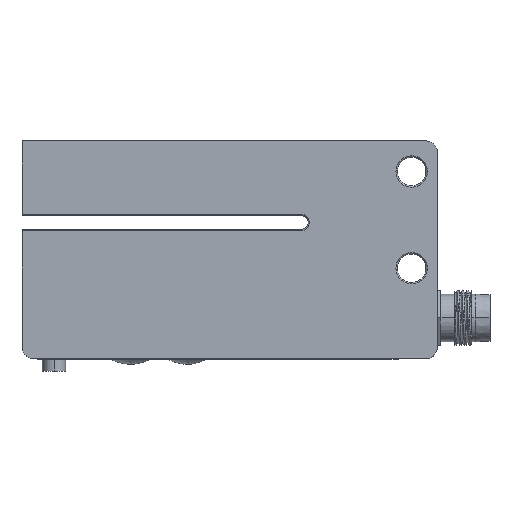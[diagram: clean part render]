
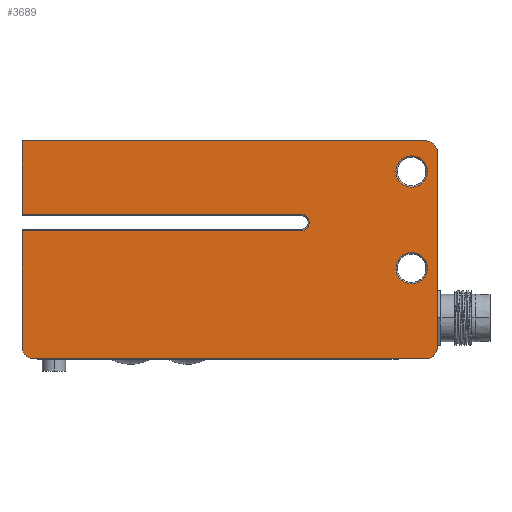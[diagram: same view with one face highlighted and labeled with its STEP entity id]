
A CAD part, top view. The second image highlights one B-rep face of the part: STEP entity #3689.
In plain terms, the highlighted planar face has unit normal (0, 0, 1).
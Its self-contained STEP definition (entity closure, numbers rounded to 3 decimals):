
#1042=CARTESIAN_POINT('',(38.95,23.3,5.));
#1043=DIRECTION('',(0.,0.,-1.));
#1044=DIRECTION('',(0.,1.,0.));
#1045=AXIS2_PLACEMENT_3D('',#1042,#1043,#1044);
#1047=CARTESIAN_POINT('',(38.95,23.3,5.));
#1048=DIRECTION('',(0.,0.,-1.));
#1049=DIRECTION('',(0.,-1.,0.));
#1050=AXIS2_PLACEMENT_3D('',#1047,#1048,#1049);
#1052=CARTESIAN_POINT('',(38.95,37.5,5.));
#1053=DIRECTION('',(0.,0.,-1.));
#1054=DIRECTION('',(0.,1.,0.));
#1055=AXIS2_PLACEMENT_3D('',#1052,#1053,#1054);
#1057=CARTESIAN_POINT('',(38.95,37.5,5.));
#1058=DIRECTION('',(0.,0.,-1.));
#1059=DIRECTION('',(0.,-1.,0.));
#1060=AXIS2_PLACEMENT_3D('',#1057,#1058,#1059);
#1062=CARTESIAN_POINT('',(40.95,40.2,5.));
#1063=DIRECTION('',(0.,0.,1.));
#1064=DIRECTION('',(1.,0.,0.));
#1065=AXIS2_PLACEMENT_3D('',#1062,#1063,#1064);
#1067=DIRECTION('',(0.,1.,0.));
#1068=VECTOR('',#1067,28.4);
#1069=CARTESIAN_POINT('',(42.75,11.8,5.));
#1070=LINE('',#1069,#1068);
#1071=CARTESIAN_POINT('',(40.95,11.8,5.));
#1072=DIRECTION('',(0.,0.,1.));
#1073=DIRECTION('',(0.,-1.,0.));
#1074=AXIS2_PLACEMENT_3D('',#1071,#1072,#1073);
#1076=DIRECTION('',(1.,0.,0.));
#1077=VECTOR('',#1076,57.4);
#1078=CARTESIAN_POINT('',(-16.45,10.,5.));
#1079=LINE('',#1078,#1077);
#1080=CARTESIAN_POINT('',(-16.45,11.8,5.));
#1081=DIRECTION('',(0.,0.,1.));
#1082=DIRECTION('',(-1.,0.,0.));
#1083=AXIS2_PLACEMENT_3D('',#1080,#1081,#1082);
#1085=DIRECTION('',(0.,-1.,0.));
#1086=VECTOR('',#1085,17.);
#1087=CARTESIAN_POINT('',(-18.25,28.8,5.));
#1088=LINE('',#1087,#1086);
#1089=DIRECTION('',(-1.,0.,0.));
#1090=VECTOR('',#1089,41.);
#1091=CARTESIAN_POINT('',(22.75,28.8,5.));
#1092=LINE('',#1091,#1090);
#1093=CARTESIAN_POINT('',(22.75,30.,5.));
#1094=DIRECTION('',(0.,0.,-1.));
#1095=DIRECTION('',(0.,1.,0.));
#1096=AXIS2_PLACEMENT_3D('',#1093,#1094,#1095);
#1098=DIRECTION('',(1.,0.,0.));
#1099=VECTOR('',#1098,41.);
#1100=CARTESIAN_POINT('',(-18.25,31.2,5.));
#1101=LINE('',#1100,#1099);
#1102=DIRECTION('',(0.,-1.,0.));
#1103=VECTOR('',#1102,10.8);
#1104=CARTESIAN_POINT('',(-18.25,42.,5.));
#1105=LINE('',#1104,#1103);
#1106=DIRECTION('',(-1.,0.,0.));
#1107=VECTOR('',#1106,59.2);
#1108=CARTESIAN_POINT('',(40.95,42.,5.));
#1109=LINE('',#1108,#1107);
#1753=CARTESIAN_POINT('',(-18.25,42.,5.));
#1755=VERTEX_POINT('',#1753);
#1772=CARTESIAN_POINT('',(38.95,25.6,5.));
#1773=CARTESIAN_POINT('',(38.95,21.,5.));
#1774=VERTEX_POINT('',#1772);
#1775=VERTEX_POINT('',#1773);
#1780=CARTESIAN_POINT('',(38.95,39.8,5.));
#1781=CARTESIAN_POINT('',(38.95,35.2,5.));
#1782=VERTEX_POINT('',#1780);
#1783=VERTEX_POINT('',#1781);
#1804=CARTESIAN_POINT('',(-18.25,28.8,5.));
#1806=VERTEX_POINT('',#1804);
#1810=CARTESIAN_POINT('',(22.75,28.8,5.));
#1811=VERTEX_POINT('',#1810);
#1812=CARTESIAN_POINT('',(22.75,31.2,5.));
#1813=VERTEX_POINT('',#1812);
#1817=CARTESIAN_POINT('',(-18.25,31.2,5.));
#1819=VERTEX_POINT('',#1817);
#1840=CARTESIAN_POINT('',(42.75,40.2,5.));
#1841=VERTEX_POINT('',#1840);
#1842=CARTESIAN_POINT('',(40.95,42.,5.));
#1843=VERTEX_POINT('',#1842);
#1848=CARTESIAN_POINT('',(40.95,10.,5.));
#1849=VERTEX_POINT('',#1848);
#1850=CARTESIAN_POINT('',(42.75,11.8,5.));
#1851=VERTEX_POINT('',#1850);
#1856=CARTESIAN_POINT('',(-18.25,11.8,5.));
#1857=VERTEX_POINT('',#1856);
#1858=CARTESIAN_POINT('',(-16.45,10.,5.));
#1859=VERTEX_POINT('',#1858);
#3651=CARTESIAN_POINT('',(0.,0.,5.));
#3652=DIRECTION('',(0.,0.,1.));
#3653=DIRECTION('',(0.,1.,0.));
#3654=AXIS2_PLACEMENT_3D('',#3651,#3652,#3653);
#3655=PLANE('',#3654);
#3656=ORIENTED_EDGE('',*,*,#3546,.F.);
#3657=ORIENTED_EDGE('',*,*,#2063,.F.);
#3659=ORIENTED_EDGE('',*,*,#3658,.F.);
#3661=ORIENTED_EDGE('',*,*,#3660,.F.);
#3663=ORIENTED_EDGE('',*,*,#3662,.F.);
#3665=ORIENTED_EDGE('',*,*,#3664,.F.);
#3667=ORIENTED_EDGE('',*,*,#3666,.F.);
#3669=ORIENTED_EDGE('',*,*,#3668,.F.);
#3671=ORIENTED_EDGE('',*,*,#3670,.F.);
#3673=ORIENTED_EDGE('',*,*,#3672,.F.);
#3675=ORIENTED_EDGE('',*,*,#3674,.F.);
#3676=EDGE_LOOP('',(#3656,#3657,#3659,#3661,#3663,#3665,#3667,#3669,#3671,#3673,
#3675));
#3677=FACE_OUTER_BOUND('',#3676,.F.);
#3679=ORIENTED_EDGE('',*,*,#3678,.F.);
#3681=ORIENTED_EDGE('',*,*,#3680,.F.);
#3682=EDGE_LOOP('',(#3679,#3681));
#3683=FACE_BOUND('',#3682,.F.);
#3685=ORIENTED_EDGE('',*,*,#3684,.F.);
#3686=ORIENTED_EDGE('',*,*,#3641,.F.);
#3687=EDGE_LOOP('',(#3685,#3686));
#3688=FACE_BOUND('',#3687,.F.);
#1046=CIRCLE('',#1045,2.3);
#1051=CIRCLE('',#1050,2.3);
#1056=CIRCLE('',#1055,2.3);
#1061=CIRCLE('',#1060,2.3);
#1066=CIRCLE('',#1065,1.8);
#1075=CIRCLE('',#1074,1.8);
#1084=CIRCLE('',#1083,1.8);
#1097=CIRCLE('',#1096,1.2);
#2063=EDGE_CURVE('',#1851,#1841,#1070,.T.);
#3546=EDGE_CURVE('',#1841,#1843,#1066,.T.);
#3641=EDGE_CURVE('',#1775,#1774,#1051,.T.);
#3658=EDGE_CURVE('',#1849,#1851,#1075,.T.);
#3660=EDGE_CURVE('',#1859,#1849,#1079,.T.);
#3662=EDGE_CURVE('',#1857,#1859,#1084,.T.);
#3664=EDGE_CURVE('',#1806,#1857,#1088,.T.);
#3666=EDGE_CURVE('',#1811,#1806,#1092,.T.);
#3668=EDGE_CURVE('',#1813,#1811,#1097,.T.);
#3670=EDGE_CURVE('',#1819,#1813,#1101,.T.);
#3672=EDGE_CURVE('',#1755,#1819,#1105,.T.);
#3674=EDGE_CURVE('',#1843,#1755,#1109,.T.);
#3678=EDGE_CURVE('',#1782,#1783,#1056,.T.);
#3680=EDGE_CURVE('',#1783,#1782,#1061,.T.);
#3684=EDGE_CURVE('',#1774,#1775,#1046,.T.);
#3689=ADVANCED_FACE('',(#3677,#3683,#3688),#3655,.T.);
